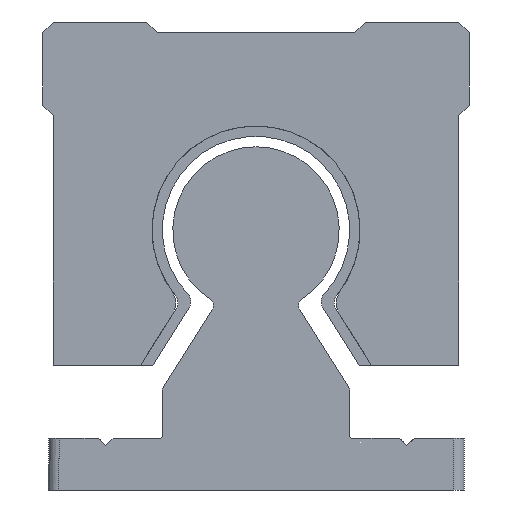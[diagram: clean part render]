
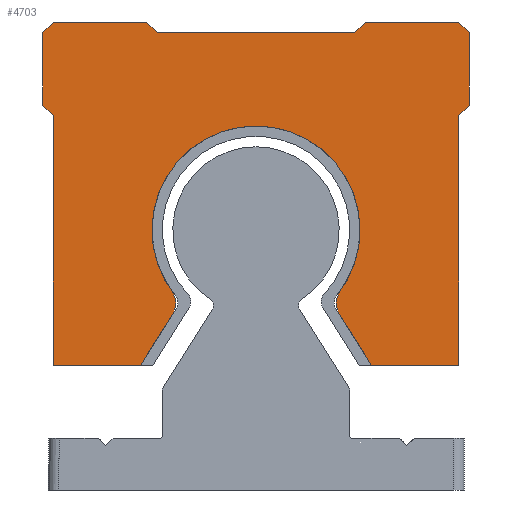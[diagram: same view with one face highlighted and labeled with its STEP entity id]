
A CAD part, front view. The second image highlights one B-rep face of the part: STEP entity #4703.
In plain terms, the highlighted planar face has unit normal (0, -1, 0).
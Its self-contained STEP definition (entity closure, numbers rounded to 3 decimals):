
#4165=CARTESIAN_POINT('',(8.102,40.,19.138));
#4166=VERTEX_POINT('',#4165);
#4173=CARTESIAN_POINT('',(-8.102,40.,19.138));
#4174=VERTEX_POINT('',#4173);
#4175=CARTESIAN_POINT('',(0.,40.,25.));
#4176=DIRECTION('',(0.,1.,0.));
#4177=DIRECTION('',(-0.,0.,-1.));
#4178=AXIS2_PLACEMENT_3D('',#4175,#4176,#4177);
#4179=CIRCLE('',#4178,10.);
#4180=EDGE_CURVE('',#4174,#4166,#4179,.T.);
#4303=CARTESIAN_POINT('',(11.106,40.,12.));
#4304=VERTEX_POINT('',#4303);
#4305=CARTESIAN_POINT('',(19.5,40.,12.));
#4306=VERTEX_POINT('',#4305);
#4307=CARTESIAN_POINT('',(11.106,40.,12.));
#4308=DIRECTION('',(1.,-0.,0.));
#4309=VECTOR('',#4308,8.394);
#4310=LINE('',#4307,#4309);
#4311=EDGE_CURVE('',#4304,#4306,#4310,.T.);
#4393=CARTESIAN_POINT('',(10.5,40.,45.));
#4394=VERTEX_POINT('',#4393);
#4401=CARTESIAN_POINT('',(19.5,40.,45.));
#4402=VERTEX_POINT('',#4401);
#4403=CARTESIAN_POINT('',(10.5,40.,45.));
#4404=DIRECTION('',(1.,0.,-0.));
#4405=VECTOR('',#4404,9.);
#4406=LINE('',#4403,#4405);
#4407=EDGE_CURVE('',#4394,#4402,#4406,.T.);
#4561=CARTESIAN_POINT('',(370.,40.,28.5));
#4562=DIRECTION('',(0.,1.,0.));
#4563=DIRECTION('',(-0.,0.,-1.));
#4564=AXIS2_PLACEMENT_3D('',#4561,#4562,#4563);
#4565=PLANE('',#4564);
#4566=ORIENTED_EDGE('',*,*,#4180,.T.);
#4567=CARTESIAN_POINT('',(8.028,40.,16.902));
#4568=VERTEX_POINT('',#4567);
#4569=CARTESIAN_POINT('',(9.722,40.,17.966));
#4570=DIRECTION('',(-0.,-1.,-0.));
#4571=DIRECTION('',(0.,-0.,1.));
#4572=AXIS2_PLACEMENT_3D('',#4569,#4570,#4571);
#4573=CIRCLE('',#4572,2.);
#4574=EDGE_CURVE('',#4166,#4568,#4573,.T.);
#4575=ORIENTED_EDGE('',*,*,#4574,.T.);
#4576=CARTESIAN_POINT('',(11.106,40.,12.));
#4577=DIRECTION('',(-0.532,-0.,0.847));
#4578=VECTOR('',#4577,5.788);
#4579=LINE('',#4576,#4578);
#4580=EDGE_CURVE('',#4304,#4568,#4579,.T.);
#4581=ORIENTED_EDGE('',*,*,#4580,.F.);
#4582=ORIENTED_EDGE('',*,*,#4311,.T.);
#4583=CARTESIAN_POINT('',(19.5,40.,36.));
#4584=VERTEX_POINT('',#4583);
#4585=CARTESIAN_POINT('',(19.5,40.,36.));
#4586=DIRECTION('',(-0.,0.,-1.));
#4587=VECTOR('',#4586,24.);
#4588=LINE('',#4585,#4587);
#4589=EDGE_CURVE('',#4584,#4306,#4588,.T.);
#4590=ORIENTED_EDGE('',*,*,#4589,.F.);
#4591=CARTESIAN_POINT('',(20.5,40.,37.));
#4592=VERTEX_POINT('',#4591);
#4593=CARTESIAN_POINT('',(19.5,40.,36.));
#4594=DIRECTION('',(0.707,-0.,0.707));
#4595=VECTOR('',#4594,1.414);
#4596=LINE('',#4593,#4595);
#4597=EDGE_CURVE('',#4584,#4592,#4596,.T.);
#4598=ORIENTED_EDGE('',*,*,#4597,.T.);
#4599=CARTESIAN_POINT('',(20.5,40.,44.));
#4600=VERTEX_POINT('',#4599);
#4601=CARTESIAN_POINT('',(20.5,40.,37.));
#4602=DIRECTION('',(0.,-0.,1.));
#4603=VECTOR('',#4602,7.);
#4604=LINE('',#4601,#4603);
#4605=EDGE_CURVE('',#4592,#4600,#4604,.T.);
#4606=ORIENTED_EDGE('',*,*,#4605,.T.);
#4607=CARTESIAN_POINT('',(20.5,40.,44.));
#4608=DIRECTION('',(-0.707,-0.,0.707));
#4609=VECTOR('',#4608,1.414);
#4610=LINE('',#4607,#4609);
#4611=EDGE_CURVE('',#4600,#4402,#4610,.T.);
#4612=ORIENTED_EDGE('',*,*,#4611,.T.);
#4613=ORIENTED_EDGE('',*,*,#4407,.F.);
#4614=CARTESIAN_POINT('',(9.5,40.,44.));
#4615=VERTEX_POINT('',#4614);
#4616=CARTESIAN_POINT('',(10.5,40.,45.));
#4617=DIRECTION('',(-0.707,0.,-0.707));
#4618=VECTOR('',#4617,1.414);
#4619=LINE('',#4616,#4618);
#4620=EDGE_CURVE('',#4394,#4615,#4619,.T.);
#4621=ORIENTED_EDGE('',*,*,#4620,.T.);
#4622=CARTESIAN_POINT('',(-9.5,40.,44.));
#4623=VERTEX_POINT('',#4622);
#4624=CARTESIAN_POINT('',(9.5,40.,44.));
#4625=DIRECTION('',(-1.,-0.,0.));
#4626=VECTOR('',#4625,19.);
#4627=LINE('',#4624,#4626);
#4628=EDGE_CURVE('',#4615,#4623,#4627,.T.);
#4629=ORIENTED_EDGE('',*,*,#4628,.T.);
#4630=CARTESIAN_POINT('',(-10.5,40.,45.));
#4631=VERTEX_POINT('',#4630);
#4632=CARTESIAN_POINT('',(-9.5,40.,44.));
#4633=DIRECTION('',(-0.707,-0.,0.707));
#4634=VECTOR('',#4633,1.414);
#4635=LINE('',#4632,#4634);
#4636=EDGE_CURVE('',#4623,#4631,#4635,.T.);
#4637=ORIENTED_EDGE('',*,*,#4636,.T.);
#4638=CARTESIAN_POINT('',(-19.5,40.,45.));
#4639=VERTEX_POINT('',#4638);
#4640=CARTESIAN_POINT('',(-19.5,40.,45.));
#4641=DIRECTION('',(1.,0.,-0.));
#4642=VECTOR('',#4641,9.);
#4643=LINE('',#4640,#4642);
#4644=EDGE_CURVE('',#4639,#4631,#4643,.T.);
#4645=ORIENTED_EDGE('',*,*,#4644,.F.);
#4646=CARTESIAN_POINT('',(-20.5,40.,44.));
#4647=VERTEX_POINT('',#4646);
#4648=CARTESIAN_POINT('',(-19.5,40.,45.));
#4649=DIRECTION('',(-0.707,0.,-0.707));
#4650=VECTOR('',#4649,1.414);
#4651=LINE('',#4648,#4650);
#4652=EDGE_CURVE('',#4639,#4647,#4651,.T.);
#4653=ORIENTED_EDGE('',*,*,#4652,.T.);
#4654=CARTESIAN_POINT('',(-20.5,40.,37.));
#4655=VERTEX_POINT('',#4654);
#4656=CARTESIAN_POINT('',(-20.5,40.,37.));
#4657=DIRECTION('',(0.,-0.,1.));
#4658=VECTOR('',#4657,7.);
#4659=LINE('',#4656,#4658);
#4660=EDGE_CURVE('',#4655,#4647,#4659,.T.);
#4661=ORIENTED_EDGE('',*,*,#4660,.F.);
#4662=CARTESIAN_POINT('',(-19.5,40.,36.));
#4663=VERTEX_POINT('',#4662);
#4664=CARTESIAN_POINT('',(-20.5,40.,37.));
#4665=DIRECTION('',(0.707,0.,-0.707));
#4666=VECTOR('',#4665,1.414);
#4667=LINE('',#4664,#4666);
#4668=EDGE_CURVE('',#4655,#4663,#4667,.T.);
#4669=ORIENTED_EDGE('',*,*,#4668,.T.);
#4670=CARTESIAN_POINT('',(-19.5,40.,12.));
#4671=VERTEX_POINT('',#4670);
#4672=CARTESIAN_POINT('',(-19.5,40.,36.));
#4673=DIRECTION('',(-0.,0.,-1.));
#4674=VECTOR('',#4673,24.);
#4675=LINE('',#4672,#4674);
#4676=EDGE_CURVE('',#4663,#4671,#4675,.T.);
#4677=ORIENTED_EDGE('',*,*,#4676,.T.);
#4678=CARTESIAN_POINT('',(-11.106,40.,12.));
#4679=VERTEX_POINT('',#4678);
#4680=CARTESIAN_POINT('',(-19.5,40.,12.));
#4681=DIRECTION('',(1.,-0.,0.));
#4682=VECTOR('',#4681,8.394);
#4683=LINE('',#4680,#4682);
#4684=EDGE_CURVE('',#4671,#4679,#4683,.T.);
#4685=ORIENTED_EDGE('',*,*,#4684,.T.);
#4686=CARTESIAN_POINT('',(-8.028,40.,16.902));
#4687=VERTEX_POINT('',#4686);
#4688=CARTESIAN_POINT('',(-11.106,40.,12.));
#4689=DIRECTION('',(0.532,-0.,0.847));
#4690=VECTOR('',#4689,5.788);
#4691=LINE('',#4688,#4690);
#4692=EDGE_CURVE('',#4679,#4687,#4691,.T.);
#4693=ORIENTED_EDGE('',*,*,#4692,.T.);
#4694=CARTESIAN_POINT('',(-9.722,40.,17.966));
#4695=DIRECTION('',(-0.,-1.,-0.));
#4696=DIRECTION('',(0.,-0.,1.));
#4697=AXIS2_PLACEMENT_3D('',#4694,#4695,#4696);
#4698=CIRCLE('',#4697,2.);
#4699=EDGE_CURVE('',#4687,#4174,#4698,.T.);
#4700=ORIENTED_EDGE('',*,*,#4699,.T.);
#4701=EDGE_LOOP('',(#4566,#4575,#4581,#4582,#4590,#4598,#4606,#4612,#4613,#4621,#4629,#4637,#4645,#4653,#4661,#4669,#4677,#4685,#4693,#4700));
#4702=FACE_BOUND('',#4701,.T.);
#4703=ADVANCED_FACE('',(#4702),#4565,.F.);
